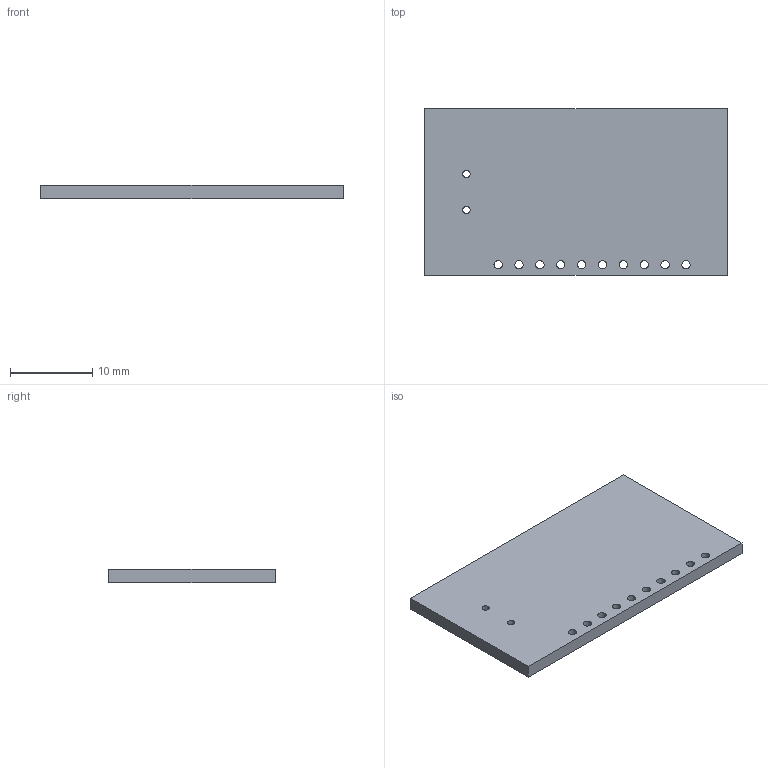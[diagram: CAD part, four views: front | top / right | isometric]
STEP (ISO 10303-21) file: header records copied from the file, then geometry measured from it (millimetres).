
FILE_DESCRIPTION(('KiCad electronic assembly'),'2;1');
FILE_NAME('kicadBoard.step','2022-11-09T00:16:54',('Pcbnew'),('Kicad'), 'Open CASCADE STEP processor 7.6','KiCad to STEP converter','Unknown' );
FILE_SCHEMA(('AUTOMOTIVE_DESIGN { 1 0 10303 214 1 1 1 1 }'));
Length unit declared in the file: millimetre
Products named in the file (2): kicadBoard 1; _autosave-kicadBoard PCB
Assembly tree (1 placements, depth 2):
  kicadBoard 1
    _autosave-kicadBoard PCB
Bounding box: 36.83 x 20.32 x 1.6 mm (x, y, z)
Volume: 1182.4 mm3; surface area: 1721 mm2
Topology: 1 solids, 1 shells, 18 faces, 48 edges, 32 vertices
Faces by surface type: cylinder 12, plane 6
Full cylindrical faces by diameter (mm): 0.9 x2, 1.016 x10
Entity records: 1295 total; most frequent: DIRECTION 208, CARTESIAN_POINT 196, ORIENTED_EDGE 96, LINE 96, VECTOR 96, PCURVE 96, DEFINITIONAL_REPRESENTATION 96, EDGE_CURVE 48
